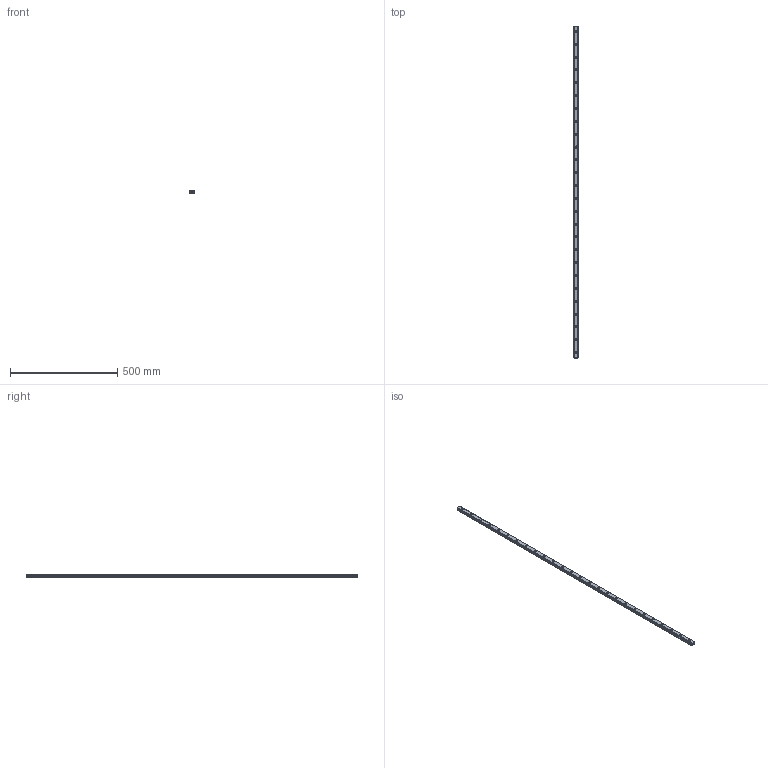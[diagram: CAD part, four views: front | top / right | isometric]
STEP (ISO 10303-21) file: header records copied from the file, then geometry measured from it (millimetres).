
FILE_DESCRIPTION(('STEP AP214'),'1');
FILE_NAME('cctmp_A358DF07-E921-4292-A5B4-1606A1472345_2021_02_04_10_17_34_0568..stp','2021-02-04T09:17:34',('HIWIN GmbH'),('CADClick - www.CADClick.com'),'Spatial InterOp 3D',' ','unknown authorization');
FILE_SCHEMA(('AUTOMOTIVE_DESIGN'));
Length unit declared in the file: millimetre
Products named in the file (1): EGR20R1550C_FILE
Bounding box: 20 x 1550 x 15.5 mm (x, y, z)
Volume: 415826.1 mm3; surface area: 124279.2 mm2
Topology: 1 solids, 1 shells, 415 faces, 967 edges, 610 vertices
Faces by surface type: plane 241, cylinder 174
Entity records: 15225 total; most frequent: DIRECTION 2251, CARTESIAN_POINT 1993, ORIENTED_EDGE 1934, EDGE_CURVE 967, AXIS2_PLACEMENT_3D 868, VERTEX_POINT 610, LINE 515, VECTOR 515
